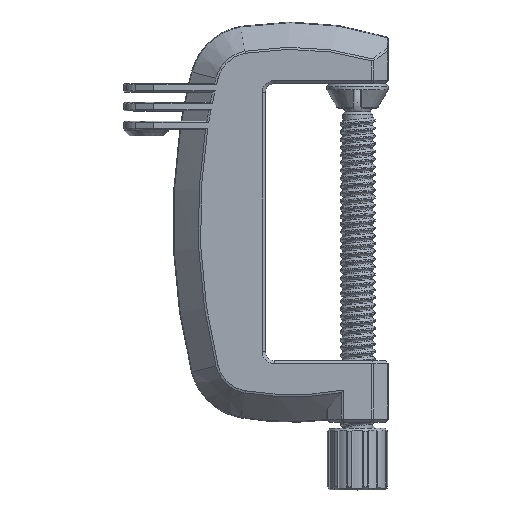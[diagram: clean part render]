
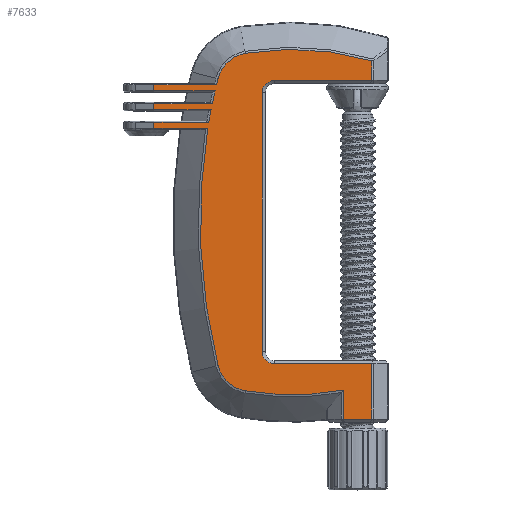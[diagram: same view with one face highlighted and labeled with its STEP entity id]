
A CAD part, top view. The second image highlights one B-rep face of the part: STEP entity #7633.
In plain terms, the highlighted planar face has unit normal (0, 0, 1).
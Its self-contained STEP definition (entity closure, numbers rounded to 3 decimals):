
#284=PLANE('',#8218);
#730=FACE_OUTER_BOUND('',#1161,.T.);
#1161=EDGE_LOOP('',(#6435,#6436,#6437,#6438,#6439,#6440,#6441,#6442,#6443,
#6444,#6445,#6446,#6447,#6448,#6449,#6450,#6451,#6452,#6453,#6454,#6455,
#6456,#6457,#6458,#6459,#6460,#6461,#6462,#6463));
#1461=CIRCLE('',#8206,91.1);
#1464=CIRCLE('',#8210,11.1);
#1466=CIRCLE('',#8213,191.1);
#1467=CIRCLE('',#8219,4.);
#1468=CIRCLE('',#8220,4.);
#1469=CIRCLE('',#8221,91.1);
#1470=CIRCLE('',#8222,11.1);
#1471=CIRCLE('',#8223,191.1);
#1472=CIRCLE('',#8224,191.1);
#1473=CIRCLE('',#8225,191.1);
#2132=LINE('',#18019,#2700);
#2134=LINE('',#18023,#2702);
#2152=LINE('',#18157,#2720);
#2167=LINE('',#18236,#2735);
#2169=LINE('',#18244,#2737);
#2172=LINE('',#18249,#2740);
#2173=LINE('',#18252,#2741);
#2174=LINE('',#18256,#2742);
#2175=LINE('',#18260,#2743);
#2176=LINE('',#18262,#2744);
#2177=LINE('',#18264,#2745);
#2178=LINE('',#18272,#2746);
#2179=LINE('',#18274,#2747);
#2180=LINE('',#18276,#2748);
#2181=LINE('',#18280,#2749);
#2182=LINE('',#18282,#2750);
#2183=LINE('',#18284,#2751);
#2184=LINE('',#18287,#2752);
#2185=LINE('',#18288,#2753);
#2700=VECTOR('',#9488,10.);
#2702=VECTOR('',#9492,10.);
#2720=VECTOR('',#9568,10.);
#2735=VECTOR('',#9625,10.);
#2737=VECTOR('',#9629,10.);
#2740=VECTOR('',#9634,10.);
#2741=VECTOR('',#9637,10.);
#2742=VECTOR('',#9640,10.);
#2743=VECTOR('',#9643,10.);
#2744=VECTOR('',#9644,10.);
#2745=VECTOR('',#9645,10.);
#2746=VECTOR('',#9652,10.);
#2747=VECTOR('',#9653,10.);
#2748=VECTOR('',#9654,10.);
#2749=VECTOR('',#9657,10.);
#2750=VECTOR('',#9658,10.);
#2751=VECTOR('',#9659,10.);
#2752=VECTOR('',#9662,10.);
#2753=VECTOR('',#9663,10.);
#3481=VERTEX_POINT('',#18016);
#3482=VERTEX_POINT('',#18018);
#3483=VERTEX_POINT('',#18022);
#3505=VERTEX_POINT('',#18154);
#3506=VERTEX_POINT('',#18156);
#3516=VERTEX_POINT('',#18202);
#3517=VERTEX_POINT('',#18203);
#3519=VERTEX_POINT('',#18213);
#3522=VERTEX_POINT('',#18221);
#3526=VERTEX_POINT('',#18243);
#3527=VERTEX_POINT('',#18247);
#3528=VERTEX_POINT('',#18251);
#3529=VERTEX_POINT('',#18253);
#3530=VERTEX_POINT('',#18255);
#3531=VERTEX_POINT('',#18257);
#3532=VERTEX_POINT('',#18259);
#3533=VERTEX_POINT('',#18261);
#3534=VERTEX_POINT('',#18263);
#3535=VERTEX_POINT('',#18265);
#3536=VERTEX_POINT('',#18267);
#3537=VERTEX_POINT('',#18269);
#3538=VERTEX_POINT('',#18271);
#3539=VERTEX_POINT('',#18273);
#3540=VERTEX_POINT('',#18275);
#3541=VERTEX_POINT('',#18277);
#3542=VERTEX_POINT('',#18279);
#3543=VERTEX_POINT('',#18281);
#3544=VERTEX_POINT('',#18283);
#3545=VERTEX_POINT('',#18285);
#4472=EDGE_CURVE('',#3481,#3482,#2132,.T.);
#4474=EDGE_CURVE('',#3482,#3483,#2134,.T.);
#4512=EDGE_CURVE('',#3506,#3505,#2152,.T.);
#4530=EDGE_CURVE('',#3516,#3517,#1461,.T.);
#4536=EDGE_CURVE('',#3517,#3519,#1464,.T.);
#4538=EDGE_CURVE('',#3519,#3522,#1466,.T.);
#4543=EDGE_CURVE('',#3522,#3505,#2167,.T.);
#4546=EDGE_CURVE('',#3526,#3516,#2169,.T.);
#4549=EDGE_CURVE('',#3527,#3526,#2172,.T.);
#4550=EDGE_CURVE('',#3528,#3481,#2173,.T.);
#4551=EDGE_CURVE('',#3529,#3528,#1467,.T.);
#4552=EDGE_CURVE('',#3530,#3529,#2174,.T.);
#4553=EDGE_CURVE('',#3531,#3530,#1468,.T.);
#4554=EDGE_CURVE('',#3532,#3531,#2175,.T.);
#4555=EDGE_CURVE('',#3533,#3532,#2176,.T.);
#4556=EDGE_CURVE('',#3534,#3533,#2177,.T.);
#4557=EDGE_CURVE('',#3535,#3534,#1469,.T.);
#4558=EDGE_CURVE('',#3536,#3535,#1470,.T.);
#4559=EDGE_CURVE('',#3537,#3536,#1471,.T.);
#4560=EDGE_CURVE('',#3538,#3537,#2178,.T.);
#4561=EDGE_CURVE('',#3538,#3539,#2179,.T.);
#4562=EDGE_CURVE('',#3540,#3539,#2180,.T.);
#4563=EDGE_CURVE('',#3541,#3540,#1472,.T.);
#4564=EDGE_CURVE('',#3542,#3541,#2181,.T.);
#4565=EDGE_CURVE('',#3542,#3543,#2182,.T.);
#4566=EDGE_CURVE('',#3544,#3543,#2183,.T.);
#4567=EDGE_CURVE('',#3545,#3544,#1473,.T.);
#4568=EDGE_CURVE('',#3506,#3545,#2184,.T.);
#4569=EDGE_CURVE('',#3483,#3527,#2185,.T.);
#6435=ORIENTED_EDGE('',*,*,#4472,.F.);
#6436=ORIENTED_EDGE('',*,*,#4550,.F.);
#6437=ORIENTED_EDGE('',*,*,#4551,.F.);
#6438=ORIENTED_EDGE('',*,*,#4552,.F.);
#6439=ORIENTED_EDGE('',*,*,#4553,.F.);
#6440=ORIENTED_EDGE('',*,*,#4554,.F.);
#6441=ORIENTED_EDGE('',*,*,#4555,.F.);
#6442=ORIENTED_EDGE('',*,*,#4556,.F.);
#6443=ORIENTED_EDGE('',*,*,#4557,.F.);
#6444=ORIENTED_EDGE('',*,*,#4558,.F.);
#6445=ORIENTED_EDGE('',*,*,#4559,.F.);
#6446=ORIENTED_EDGE('',*,*,#4560,.F.);
#6447=ORIENTED_EDGE('',*,*,#4561,.T.);
#6448=ORIENTED_EDGE('',*,*,#4562,.F.);
#6449=ORIENTED_EDGE('',*,*,#4563,.F.);
#6450=ORIENTED_EDGE('',*,*,#4564,.F.);
#6451=ORIENTED_EDGE('',*,*,#4565,.T.);
#6452=ORIENTED_EDGE('',*,*,#4566,.F.);
#6453=ORIENTED_EDGE('',*,*,#4567,.F.);
#6454=ORIENTED_EDGE('',*,*,#4568,.F.);
#6455=ORIENTED_EDGE('',*,*,#4512,.T.);
#6456=ORIENTED_EDGE('',*,*,#4543,.F.);
#6457=ORIENTED_EDGE('',*,*,#4538,.F.);
#6458=ORIENTED_EDGE('',*,*,#4536,.F.);
#6459=ORIENTED_EDGE('',*,*,#4530,.F.);
#6460=ORIENTED_EDGE('',*,*,#4546,.F.);
#6461=ORIENTED_EDGE('',*,*,#4549,.F.);
#6462=ORIENTED_EDGE('',*,*,#4569,.F.);
#6463=ORIENTED_EDGE('',*,*,#4474,.F.);
#7633=ADVANCED_FACE('',(#730),#284,.T.);
#8206=AXIS2_PLACEMENT_3D('',#18204,#9601,#9602);
#8210=AXIS2_PLACEMENT_3D('',#18217,#9611,#9612);
#8213=AXIS2_PLACEMENT_3D('',#18222,#9617,#9618);
#8218=AXIS2_PLACEMENT_3D('',#18250,#9635,#9636);
#8219=AXIS2_PLACEMENT_3D('',#18254,#9638,#9639);
#8220=AXIS2_PLACEMENT_3D('',#18258,#9641,#9642);
#8221=AXIS2_PLACEMENT_3D('',#18266,#9646,#9647);
#8222=AXIS2_PLACEMENT_3D('',#18268,#9648,#9649);
#8223=AXIS2_PLACEMENT_3D('',#18270,#9650,#9651);
#8224=AXIS2_PLACEMENT_3D('',#18278,#9655,#9656);
#8225=AXIS2_PLACEMENT_3D('',#18286,#9660,#9661);
#9488=DIRECTION('',(0.,-1.,0.));
#9492=DIRECTION('',(-0.943,-0.333,0.));
#9568=DIRECTION('',(0.,-1.,0.));
#9601=DIRECTION('center_axis',(0.,0.,-1.));
#9602=DIRECTION('ref_axis',(-0.167,-0.986,0.));
#9611=DIRECTION('center_axis',(0.,0.,-1.));
#9612=DIRECTION('ref_axis',(-0.97,-0.244,0.));
#9617=DIRECTION('center_axis',(0.,0.,-1.));
#9618=DIRECTION('ref_axis',(-0.97,0.244,0.));
#9625=DIRECTION('',(-1.,0.,0.));
#9629=DIRECTION('',(0.,1.,0.));
#9634=DIRECTION('',(-0.943,0.333,0.));
#9635=DIRECTION('center_axis',(0.,0.,1.));
#9636=DIRECTION('ref_axis',(1.,0.,0.));
#9637=DIRECTION('',(1.,0.,0.));
#9638=DIRECTION('center_axis',(0.,0.,1.));
#9639=DIRECTION('ref_axis',(-0.707,-0.707,0.));
#9640=DIRECTION('',(0.,-1.,0.));
#9641=DIRECTION('center_axis',(0.,0.,1.));
#9642=DIRECTION('ref_axis',(-0.707,0.707,0.));
#9643=DIRECTION('',(-1.,0.,0.));
#9644=DIRECTION('',(-0.943,-0.333,0.));
#9645=DIRECTION('',(0.,-1.,0.));
#9646=DIRECTION('center_axis',(0.,0.,-1.));
#9647=DIRECTION('ref_axis',(0.312,0.95,0.));
#9648=DIRECTION('center_axis',(0.,0.,-1.));
#9649=DIRECTION('ref_axis',(-0.167,0.986,0.));
#9650=DIRECTION('center_axis',(0.,0.,-1.));
#9651=DIRECTION('ref_axis',(-0.97,0.244,0.));
#9652=DIRECTION('',(1.,0.,0.));
#9653=DIRECTION('',(0.,-1.,0.));
#9654=DIRECTION('',(-1.,0.,0.));
#9655=DIRECTION('center_axis',(0.,0.,-1.));
#9656=DIRECTION('ref_axis',(-0.97,0.244,0.));
#9657=DIRECTION('',(1.,0.,0.));
#9658=DIRECTION('',(0.,-1.,0.));
#9659=DIRECTION('',(-1.,0.,0.));
#9660=DIRECTION('center_axis',(0.,0.,-1.));
#9661=DIRECTION('ref_axis',(-0.97,0.244,0.));
#9662=DIRECTION('',(1.,0.,0.));
#9663=DIRECTION('',(-1.,0.,0.));
#18016=CARTESIAN_POINT('',(-5.4,-91.,20.));
#18018=CARTESIAN_POINT('',(-5.4,-108.994,20.));
#18019=CARTESIAN_POINT('',(-5.4,-61.25,20.));
#18022=CARTESIAN_POINT('',(-5.417,-109.,20.));
#18023=CARTESIAN_POINT('',(-9.327,-110.383,20.));
#18154=CARTESIAN_POINT('',(-76.179,-14.6,20.));
#18156=CARTESIAN_POINT('',(-76.179,-12.6,20.));
#18157=CARTESIAN_POINT('',(-76.179,-12.2,20.));
#18202=CARTESIAN_POINT('',(-14.6,-99.57,20.));
#18203=CARTESIAN_POINT('',(-46.421,-99.824,20.));
#18204=CARTESIAN_POINT('Origin',(-31.225,-10.,20.));
#18213=CARTESIAN_POINT('',(-55.335,-91.585,20.));
#18217=CARTESIAN_POINT('Origin',(-44.57,-88.879,20.));
#18221=CARTESIAN_POINT('',(-58.667,-14.6,20.));
#18222=CARTESIAN_POINT('Origin',(130.,-45.,20.));
#18236=CARTESIAN_POINT('',(-51.5,-14.6,20.));
#18243=CARTESIAN_POINT('',(-14.6,-108.994,20.));
#18244=CARTESIAN_POINT('',(-14.6,-61.092,20.));
#18247=CARTESIAN_POINT('',(-14.583,-109.,20.));
#18249=CARTESIAN_POINT('',(-33.804,-102.205,20.));
#18250=CARTESIAN_POINT('Origin',(-35.,-45.,20.));
#18251=CARTESIAN_POINT('',(-37.,-91.,20.));
#18252=CARTESIAN_POINT('',(-17.5,-91.,20.));
#18253=CARTESIAN_POINT('',(-41.,-87.,20.));
#18254=CARTESIAN_POINT('Origin',(-37.,-87.,20.));
#18255=CARTESIAN_POINT('',(-41.,-3.,20.));
#18256=CARTESIAN_POINT('',(-41.,-67.5,20.));
#18257=CARTESIAN_POINT('',(-37.,1.,20.));
#18258=CARTESIAN_POINT('Origin',(-37.,-3.,20.));
#18259=CARTESIAN_POINT('',(-5.417,1.,20.));
#18260=CARTESIAN_POINT('',(-37.5,1.,20.));
#18261=CARTESIAN_POINT('',(-5.4,1.006,20.));
#18262=CARTESIAN_POINT('',(-26.708,-6.527,20.));
#18263=CARTESIAN_POINT('',(-5.4,7.363,20.));
#18264=CARTESIAN_POINT('',(-5.4,-33.75,20.));
#18265=CARTESIAN_POINT('',(-46.421,9.824,20.));
#18266=CARTESIAN_POINT('Origin',(-31.225,-80.,20.));
#18267=CARTESIAN_POINT('',(-55.335,1.585,20.));
#18268=CARTESIAN_POINT('Origin',(-44.57,-1.121,20.));
#18269=CARTESIAN_POINT('',(-55.823,-0.4,20.));
#18270=CARTESIAN_POINT('Origin',(130.,-45.,20.));
#18271=CARTESIAN_POINT('',(-76.179,-0.4,20.));
#18272=CARTESIAN_POINT('',(-51.5,-0.4,20.));
#18273=CARTESIAN_POINT('',(-76.179,-2.4,20.));
#18274=CARTESIAN_POINT('',(-76.179,0.,20.));
#18275=CARTESIAN_POINT('',(-56.291,-2.4,20.));
#18276=CARTESIAN_POINT('',(-51.5,-2.4,20.));
#18277=CARTESIAN_POINT('',(-57.182,-6.5,20.));
#18278=CARTESIAN_POINT('Origin',(130.,-45.,20.));
#18279=CARTESIAN_POINT('',(-76.179,-6.5,20.));
#18280=CARTESIAN_POINT('',(-51.5,-6.5,20.));
#18281=CARTESIAN_POINT('',(-76.179,-8.5,20.));
#18282=CARTESIAN_POINT('',(-76.179,-6.1,20.));
#18283=CARTESIAN_POINT('',(-57.582,-8.5,20.));
#18284=CARTESIAN_POINT('',(-51.5,-8.5,20.));
#18285=CARTESIAN_POINT('',(-58.333,-12.6,20.));
#18286=CARTESIAN_POINT('Origin',(130.,-45.,20.));
#18287=CARTESIAN_POINT('',(-51.5,-12.6,20.));
#18288=CARTESIAN_POINT('',(-27.5,-109.,20.));
